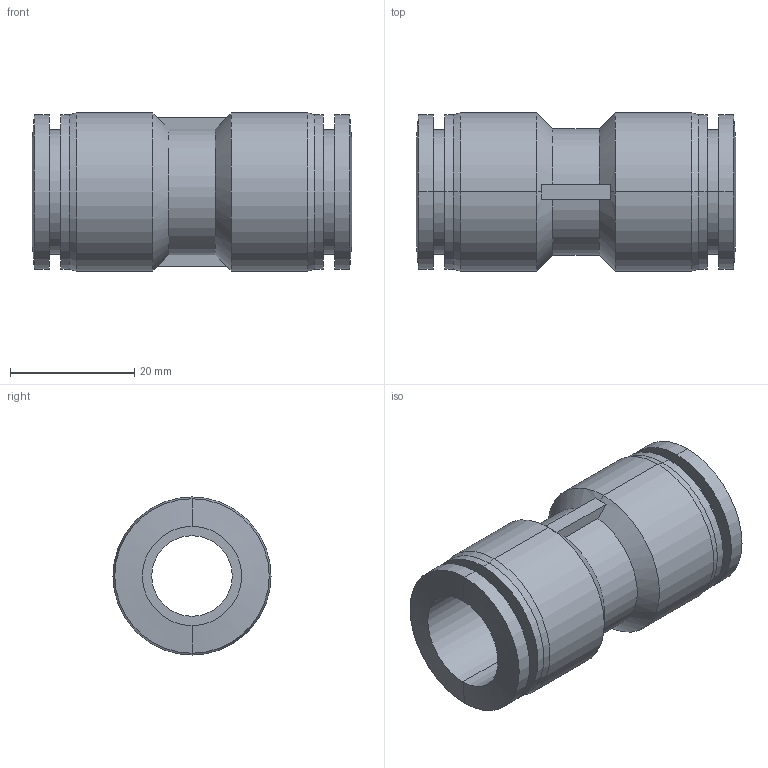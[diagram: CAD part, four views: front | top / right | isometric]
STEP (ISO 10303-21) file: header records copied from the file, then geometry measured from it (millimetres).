
FILE_DESCRIPTION (( 'STEP AP203' ), '1' );
FILE_NAME ('US16M.step', '2016-02-15T20:19:55', ( '' ), ( '' ), 'SwSTEP 2.0', 'SolidWorks 2015', '' );
FILE_SCHEMA (( 'CONFIG_CONTROL_DESIGN' ));
Length unit declared in the file: millimetre
Products named in the file (1): US16M
Bounding box: 51.6 x 25.5 x 25.5 mm (x, y, z)
Volume: 13356 mm3; surface area: 8014.4 mm2
Topology: 1 solids, 1 shells, 48 faces, 106 edges, 64 vertices
Faces by surface type: cylinder 24, cone 12, plane 12
Entity records: 1415 total; most frequent: CARTESIAN_POINT 267, DIRECTION 236, ORIENTED_EDGE 212, EDGE_CURVE 106, AXIS2_PLACEMENT_3D 97, VERTEX_POINT 64, EDGE_LOOP 54, CIRCLE 48
